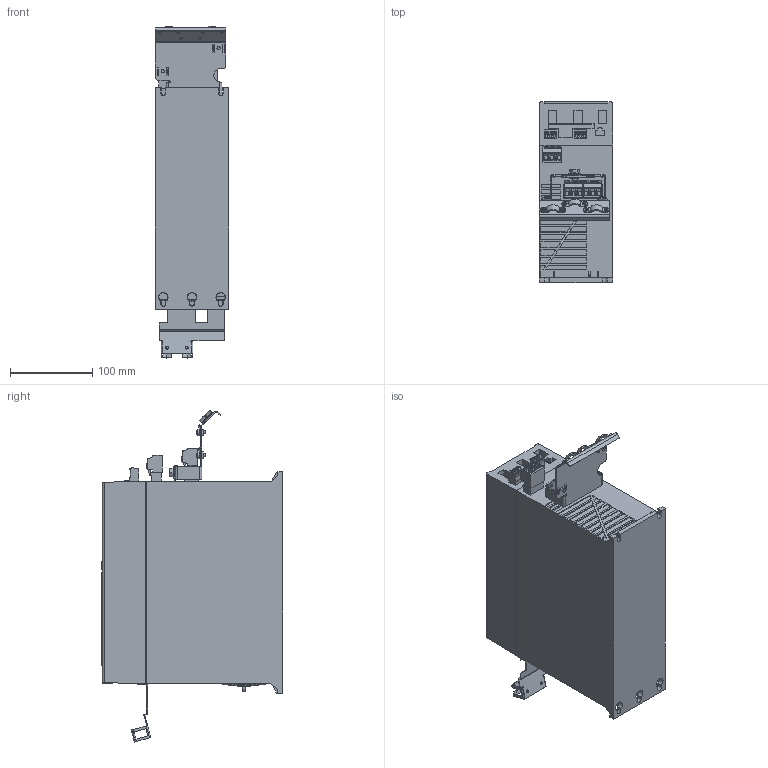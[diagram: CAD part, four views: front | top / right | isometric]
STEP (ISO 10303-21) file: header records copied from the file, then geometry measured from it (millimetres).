
FILE_DESCRIPTION((''),'2;1');
FILE_NAME('MCAD_FA02A_IP20','2022-01-17T11:02:23',('U333300'),('Danfoss Drives A/S'),'CREO PARAMETRIC BY PTC INC, 2019344','CREO PARAMETRIC BY PTC INC, 2019344','');
FILE_SCHEMA(('CONFIG_CONTROL_DESIGN','GEOMETRIC_VALIDATION_PROPERTIES_MIM'));
Products named in the file (1): MCAD_FA02A_IP20
Bounding box: 90 x 221.3 x 404.87 mm (x, y, z)
Volume: 4945256.6 mm3; surface area: 264379.6 mm2
Topology: 1 solids, 2 shells, 2171 faces, 6054 edges, 3981 vertices
Faces by surface type: plane 1443, cylinder 499, extrusion 109, cone 80, sphere 23, bspline 9, torus 8
Entity records: 85377 total; most frequent: CARTESIAN_POINT 15448, ORIENTED_EDGE 12096, DIRECTION 10673, EDGE_CURVE 6048, VECTOR 4355, LINE 4246, VERTEX_POINT 3981, AXIS2_PLACEMENT_3D 3159
